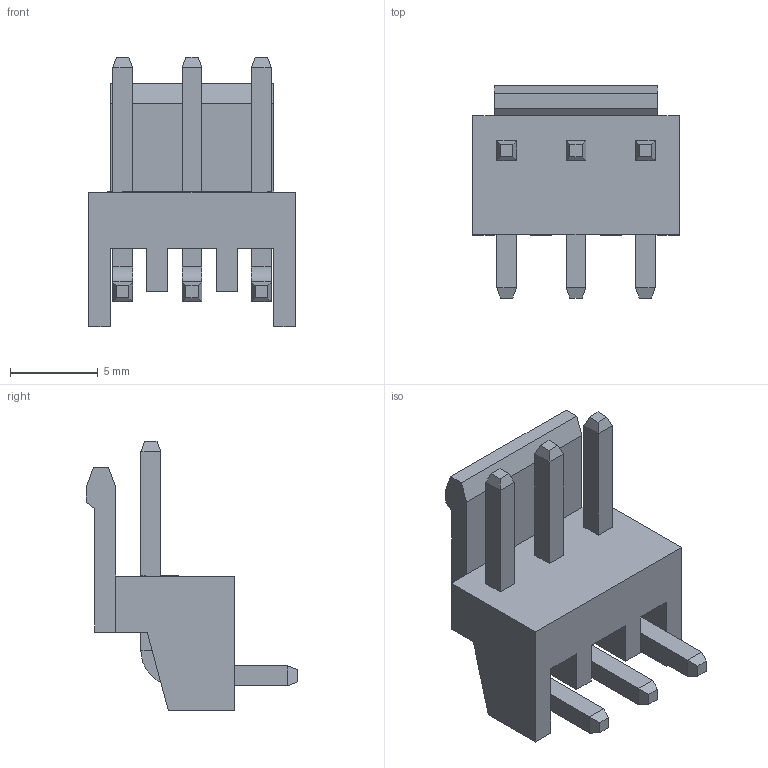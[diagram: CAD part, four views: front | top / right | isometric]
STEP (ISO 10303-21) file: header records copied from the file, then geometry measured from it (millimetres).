
FILE_DESCRIPTION (( 'STEP AP214' ), '1' );
FILE_NAME ('S3P-VH(LF)(SN).STEP', '2022-12-04T11:17:36', ( '' ), ( '' ), 'SwSTEP 2.0', 'SolidWorks 2017', '' );
FILE_SCHEMA (( 'AUTOMOTIVE_DESIGN' ));
Length unit declared in the file: millimetre
Products named in the file (1): S3P-VH(LF)(SN)
Bounding box: 11.82 x 12.1 x 15.4 mm (x, y, z)
Volume: 514.1 mm3; surface area: 925.2 mm2
Topology: 4 solids, 4 shells, 108 faces, 250 edges, 150 vertices
Faces by surface type: plane 102, cylinder 6
Entity records: 3019 total; most frequent: CARTESIAN_POINT 509, ORIENTED_EDGE 500, DIRECTION 480, EDGE_CURVE 250, LINE 238, VECTOR 238, VERTEX_POINT 150, AXIS2_PLACEMENT_3D 121
